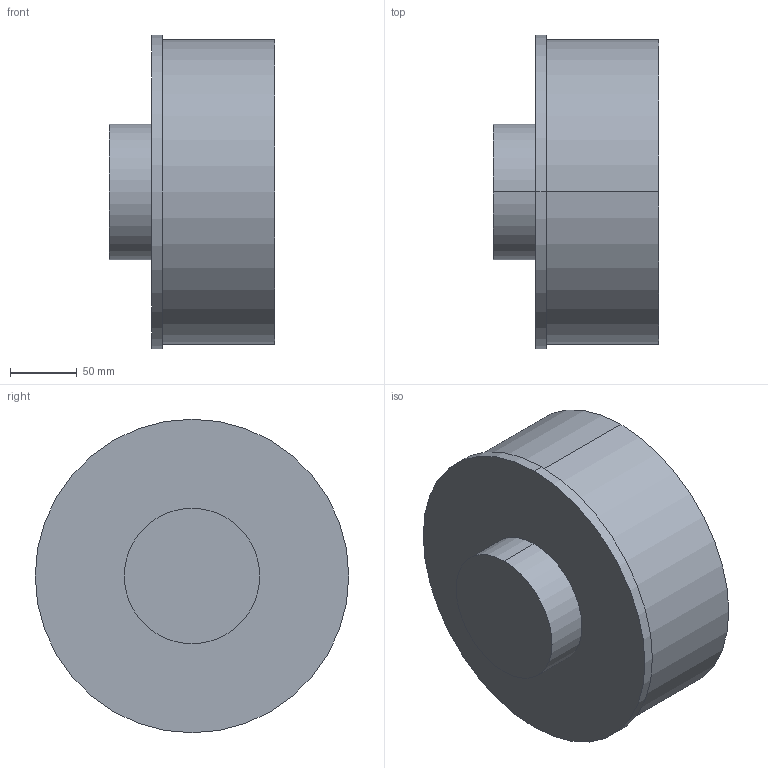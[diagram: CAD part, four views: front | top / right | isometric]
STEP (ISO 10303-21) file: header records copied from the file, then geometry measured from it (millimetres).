
FILE_DESCRIPTION (( 'STEP AP214' ), '1' );
FILE_NAME ('3LD-9.STEP', '2020-10-23T20:12:36', ( '' ), ( '' ), 'SwSTEP 2.0', 'SolidWorks 2019', '' );
FILE_SCHEMA (( 'AUTOMOTIVE_DESIGN' ));
Length unit declared in the file: inch
Products named in the file (1): 3LD-9
Bounding box: 123.83 x 234.95 x 234.95 mm (x, y, z)
Volume: 2237684.8 mm3; surface area: 230013.5 mm2
Topology: 1 solids, 1 shells, 44 faces, 252 edges, 242 vertices
Faces by surface type: plane 34, cylinder 10
Entity records: 3812 total; most frequent: CARTESIAN_POINT 1797, ORIENTED_EDGE 504, DIRECTION 273, EDGE_CURVE 252, VERTEX_POINT 242, VECTOR 143, LINE 143, B_SPLINE_CURVE_WITH_KNOTS 89
